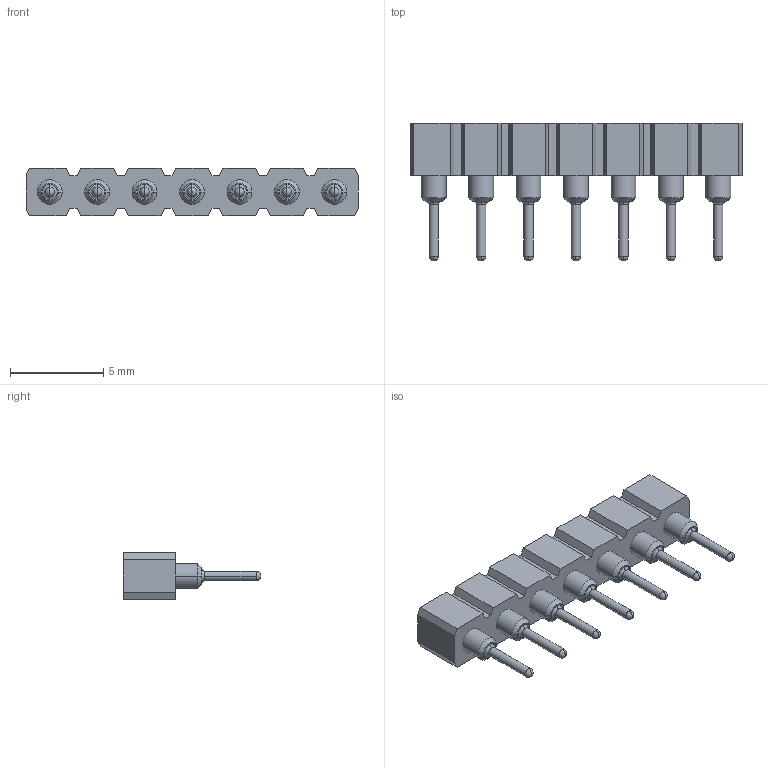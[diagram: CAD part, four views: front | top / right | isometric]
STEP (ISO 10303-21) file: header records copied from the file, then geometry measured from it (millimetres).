
FILE_DESCRIPTION(('STEP AP242'),'1');
FILE_NAME('pcb_connector_310-87-107-41-001101.stp','2022-03-11T16:05:44',('TraceParts'),('TraceParts S.A.'),'Spatial InterOp 3D',' ',' ');
FILE_SCHEMA(('AP242_MANAGED_MODEL_BASED_3D_ENGINEERING_MIM_LF {1 0 10303 442 1 1 4}'));
Length unit declared in the file: millimetre
Products named in the file (1): pcb_connector_310-87-107-41-001101
Bounding box: 17.78 x 7.37 x 2.54 mm (x, y, z)
Volume: 115.4 mm3; surface area: 411.8 mm2
Topology: 1 solids, 1 shells, 324 faces, 756 edges, 455 vertices
Faces by surface type: cone 112, cylinder 98, plane 86, torus 28
Entity records: 11746 total; most frequent: DIRECTION 1756, CARTESIAN_POINT 1522, ORIENTED_EDGE 1484, EDGE_CURVE 742, AXIS2_PLACEMENT_3D 689, VERTEX_POINT 455, LINE 378, VECTOR 378
